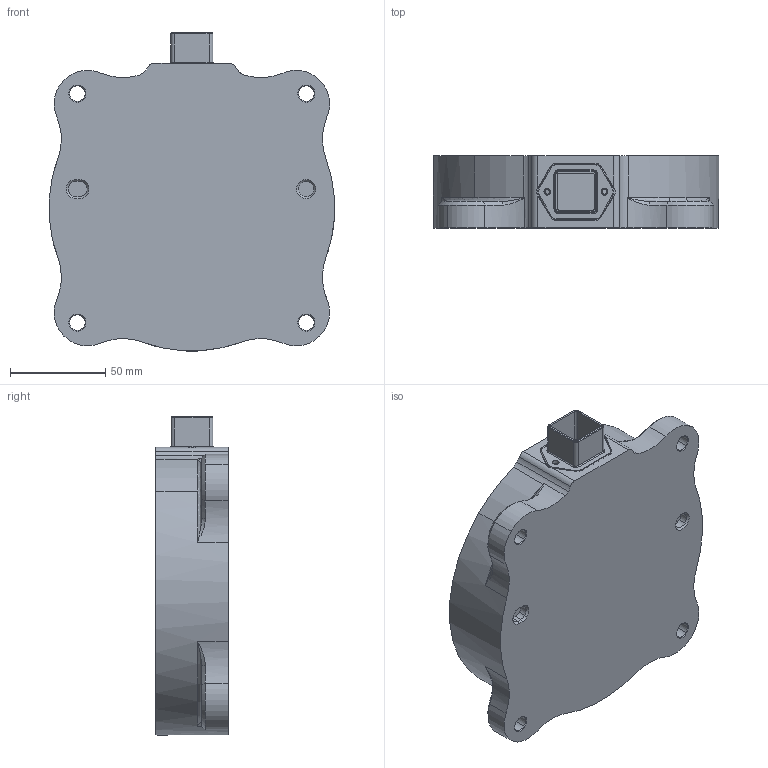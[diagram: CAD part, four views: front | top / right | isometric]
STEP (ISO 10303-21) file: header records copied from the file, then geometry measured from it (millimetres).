
FILE_DESCRIPTION (( 'STEP AP203' ), '1' );
FILE_NAME ('Base-UR10(2)_UR10_Standard_sldprt.STEP', '2021-12-18T22:09:39', ( '' ), ( '' ), 'SwSTEP 2.0', 'SolidWorks 2021', '' );
FILE_SCHEMA (( 'CONFIG_CONTROL_DESIGN' ));
Length unit declared in the file: millimetre
Products named in the file (1): Base-UR10(2)_UR10_Standard_sldprt
Bounding box: 149.75 x 38 x 167.1 mm (x, y, z)
Volume: 709218.3 mm3; surface area: 65433.1 mm2
Topology: 3 solids, 4 shells, 224 faces, 550 edges, 334 vertices
Faces by surface type: cylinder 92, plane 59, cone 44, torus 20, bspline 9
Entity records: 7340 total; most frequent: CARTESIAN_POINT 1934, DIRECTION 1163, ORIENTED_EDGE 1084, EDGE_CURVE 542, AXIS2_PLACEMENT_3D 449, VERTEX_POINT 334, VECTOR 265, LINE 265
